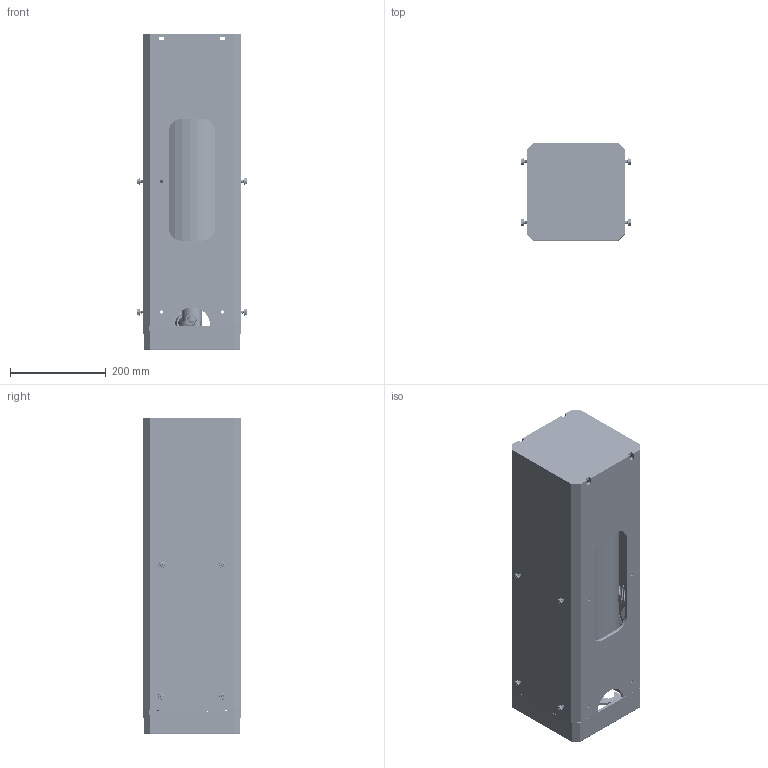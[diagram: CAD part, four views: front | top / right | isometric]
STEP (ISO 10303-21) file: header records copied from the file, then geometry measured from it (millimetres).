
FILE_DESCRIPTION (( 'STEP AP203' ), '1' );
FILE_NAME ('CM6060.STEP', '2017-05-11T12:58:35', ( 'admin' ), ( 'Hewlett-Packard Company' ), 'SwSTEP 2.0', 'SolidWorks 2017', '' );
FILE_SCHEMA (( 'CONFIG_CONTROL_DESIGN' ));
Length unit declared in the file: inch
Products named in the file (22): CM60-202; CM6060-201-BK; CM6060; CM60-203-1; CM6060-401_compressed cut; CM600-902; CM60-1; CM6000-402_SCHCSCREW 0.19-32x0.5x0.5-HX-N; 3028_HFBOLT 0.25-20x1.25x0.75-C; CM6060-205; 4031; 2011; CM600P; 2037; CM6060-204; 2042_MSHXNUT 0.250-20-S-N; CM6060-203; CM6000-205; 7037; CM10-201; CM6000-202; SCOTT SCBA 60
Assembly tree (63 placements, depth 4):
  CM6060
    CM600P
      CM6000-205  x2
      CM6000-202  x4
      CM6060-201-BK  x4
      CM6060-401_compressed cut  x8
      CM6000-402_SCHCSCREW 0.19-32x0.5x0.5-HX-N  x8
      4031
    CM600-902
      CM6060-204  x4
      CM6060-203
      CM60-1
        CM10-201
        CM60-202
        CM60-203-1
      CM6060-205
    3028_HFBOLT 0.25-20x1.25x0.75-C  x4
    2011  x2
    7037
      2037  x8
      2042_MSHXNUT 0.250-20-S-N  x8
    SCOTT SCBA 60
Bounding box: 228.6 x 203.2 x 660.53 mm (x, y, z)
Volume: 16948265 mm3; surface area: 1769063 mm2
Topology: 61 solids, 61 shells, 3719 faces, 9088 edges, 5526 vertices
Faces by surface type: cone 1344, cylinder 1123, plane 941, torus 238, bspline 49, sphere 24
Entity records: 52643 total; most frequent: CARTESIAN_POINT 19318, DIRECTION 6622, ORIENTED_EDGE 6080, EDGE_CURVE 3040, AXIS2_PLACEMENT_3D 2537, VERTEX_POINT 1894, LINE 1548, VECTOR 1548
